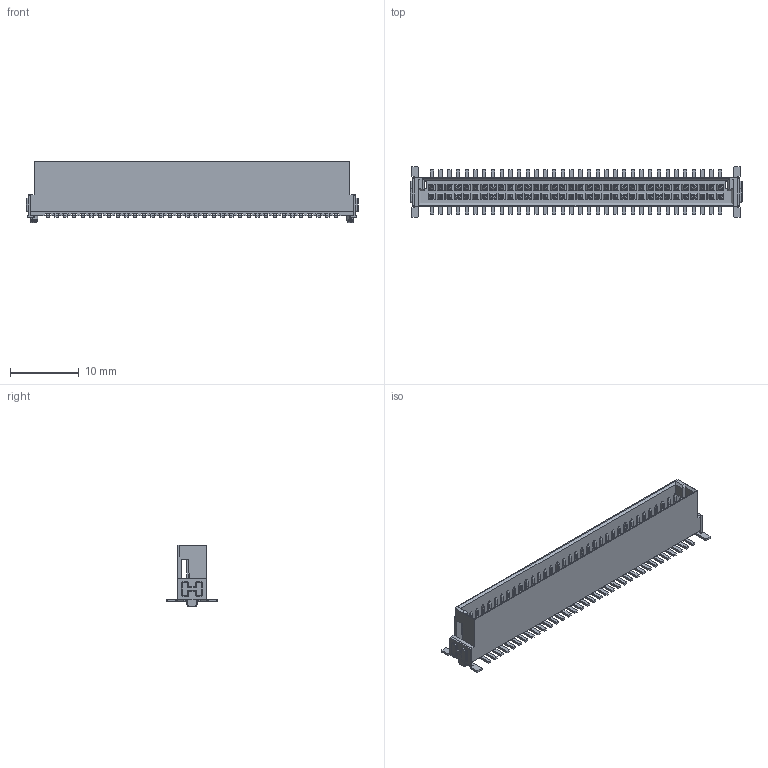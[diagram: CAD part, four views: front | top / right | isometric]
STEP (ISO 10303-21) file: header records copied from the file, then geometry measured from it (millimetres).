
FILE_DESCRIPTION(('CATIA V5 STEP Exchange','CAx-IF Rec.Pracs.--- Model Styling and Organization---1.4--- 2014-01-23'),'2;1');
FILE_NAME ('1254386-2_0_2747140000_2747140000.stp','2020-10-07T06:43:13+00:00',('none'),('Weidmueller'),'CATIA Version 5-6 Release 2016 SP3 HF44','CATIA V5 STEP AP214','none');
FILE_SCHEMA(('AUTOMOTIVE_DESIGN { 1 0 10303 214 1 1 1 1 }'));
Products named in the file (1): 2747140000
Bounding box: 48.26 x 7.4 x 8.88 mm (x, y, z)
Volume: 805.6 mm3; surface area: 2509.1 mm2
Topology: 5 solids, 5 shells, 4290 faces, 11136 edges, 7319 vertices
Faces by surface type: plane 2646, cylinder 979, extrusion 272, bspline 208, torus 154, cone 23, sphere 8
Entity records: 151459 total; most frequent: CARTESIAN_POINT 56003, ORIENTED_EDGE 22264, DIRECTION 13775, EDGE_CURVE 11132, VECTOR 7981, LINE 7709, VERTEX_POINT 7319, EDGE_LOOP 4777
